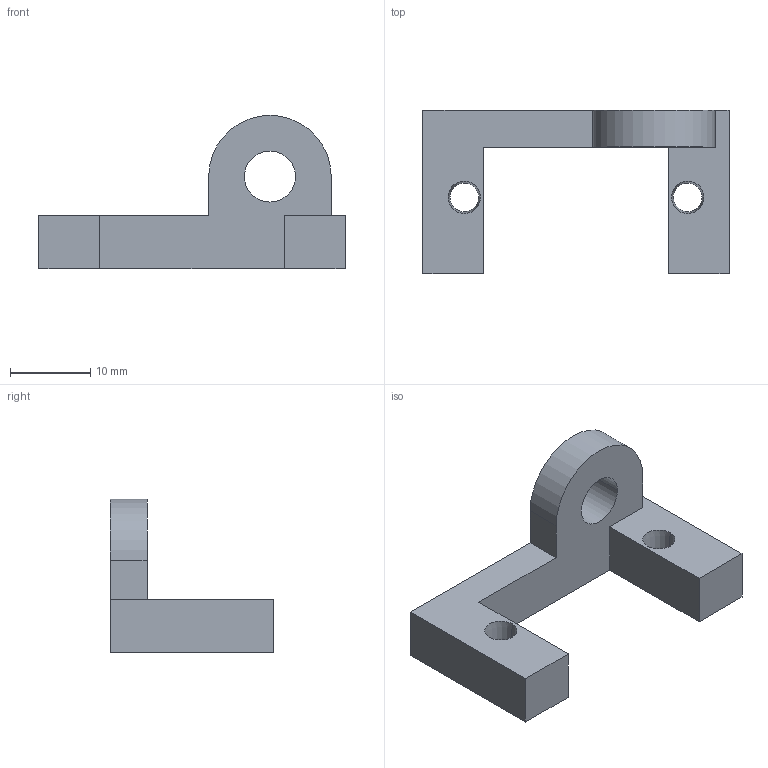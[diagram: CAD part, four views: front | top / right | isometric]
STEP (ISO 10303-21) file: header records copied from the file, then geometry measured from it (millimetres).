
FILE_DESCRIPTION (( 'STEP AP214' ), '1' );
FILE_NAME ('Minimalist.STEP', '2020-11-23T14:49:58', ( 'Draeger' ), ( 'Draeger' ), 'SwSTEP 2.0', 'SolidWorks 2018', '' );
FILE_SCHEMA (( 'AUTOMOTIVE_DESIGN' ));
Length unit declared in the file: inch
Products named in the file (1): Minimalist
Bounding box: 38.1 x 20.32 x 19.08 mm (x, y, z)
Volume: 3048 mm3; surface area: 2502 mm2
Topology: 1 solids, 1 shells, 34 faces, 82 edges, 52 vertices
Faces by surface type: plane 15, cylinder 11, cone 8
Entity records: 1044 total; most frequent: DIRECTION 182, CARTESIAN_POINT 169, ORIENTED_EDGE 164, EDGE_CURVE 82, AXIS2_PLACEMENT_3D 65, VERTEX_POINT 52, LINE 52, VECTOR 52
